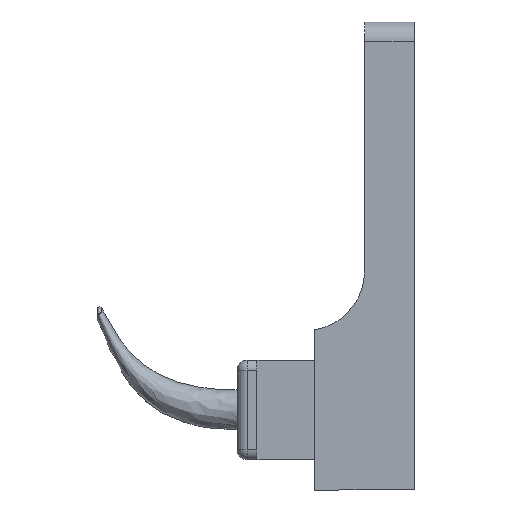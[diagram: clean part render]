
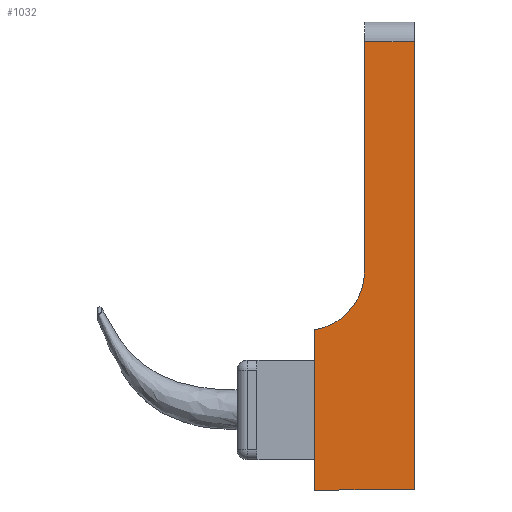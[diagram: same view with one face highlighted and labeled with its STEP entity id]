
A CAD part, front view. The second image highlights one B-rep face of the part: STEP entity #1032.
In plain terms, the highlighted planar face has unit normal (0, -1, 0).
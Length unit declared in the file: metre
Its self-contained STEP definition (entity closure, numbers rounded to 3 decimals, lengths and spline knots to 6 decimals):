
#114=CIRCLE('',#1132,0.006);
#165=ORIENTED_EDGE('',*,*,#449,.F.);
#166=ORIENTED_EDGE('',*,*,#464,.T.);
#167=ORIENTED_EDGE('',*,*,#465,.T.);
#168=ORIENTED_EDGE('',*,*,#466,.T.);
#169=ORIENTED_EDGE('',*,*,#467,.T.);
#170=ORIENTED_EDGE('',*,*,#457,.T.);
#449=EDGE_CURVE('',#600,#601,#693,.T.);
#457=EDGE_CURVE('',#608,#601,#701,.T.);
#464=EDGE_CURVE('',#600,#612,#708,.F.);
#465=EDGE_CURVE('',#612,#613,#709,.T.);
#466=EDGE_CURVE('',#613,#614,#114,.F.);
#467=EDGE_CURVE('',#614,#608,#710,.T.);
#600=VERTEX_POINT('',#1442);
#601=VERTEX_POINT('',#1444);
#608=VERTEX_POINT('',#1460);
#612=VERTEX_POINT('',#1473);
#613=VERTEX_POINT('',#1475);
#614=VERTEX_POINT('',#1477);
#693=LINE('',#1443,#767);
#701=LINE('',#1459,#775);
#708=LINE('',#1472,#782);
#709=LINE('',#1474,#783);
#710=LINE('',#1478,#784);
#767=VECTOR('',#1214,1.);
#775=VECTOR('',#1224,1.);
#782=VECTOR('',#1235,1.);
#783=VECTOR('',#1236,1.);
#784=VECTOR('',#1239,1.);
#839=EDGE_LOOP('',(#165,#166,#167,#168,#169,#170));
#921=FACE_BOUND('',#839,.T.);
#1002=PLANE('',#1131);
#1032=ADVANCED_FACE('',(#921),#1002,.T.);
#1131=AXIS2_PLACEMENT_3D('',#1471,#1233,#1234);
#1132=AXIS2_PLACEMENT_3D('',#1476,#1237,#1238);
#1214=DIRECTION('',(0.,0.,-1.));
#1224=DIRECTION('',(1.,0.,0.));
#1233=DIRECTION('',(0.,-1.,0.));
#1234=DIRECTION('',(0.,0.,-1.));
#1235=DIRECTION('',(1.,0.,0.));
#1236=DIRECTION('',(0.,0.,-1.));
#1237=DIRECTION('',(0.,-1.,0.));
#1238=DIRECTION('',(0.,0.,-1.));
#1239=DIRECTION('',(0.,0.,-1.));
#1442=CARTESIAN_POINT('',(-0.005139,-0.0095,0.0514));
#1443=CARTESIAN_POINT('',(-0.005139,-0.0095,0.0379));
#1444=CARTESIAN_POINT('',(-0.005139,-0.0095,0.0064));
#1459=CARTESIAN_POINT('',(-0.015139,-0.0095,0.0064));
#1460=CARTESIAN_POINT('',(-0.015139,-0.0095,0.0064));
#1471=CARTESIAN_POINT('',(-0.010139,-0.0095,0.0379));
#1472=CARTESIAN_POINT('',(-0.010139,-0.0095,0.0514));
#1473=CARTESIAN_POINT('',(-0.010139,-0.0095,0.0514));
#1474=CARTESIAN_POINT('',(-0.010139,-0.0095,0.0379));
#1475=CARTESIAN_POINT('',(-0.010139,-0.0095,0.0284));
#1476=CARTESIAN_POINT('',(-0.016139,-0.0095,0.0284));
#1477=CARTESIAN_POINT('',(-0.015139,-0.0095,0.022484));
#1478=CARTESIAN_POINT('',(-0.015139,-0.0095,0.0144));
